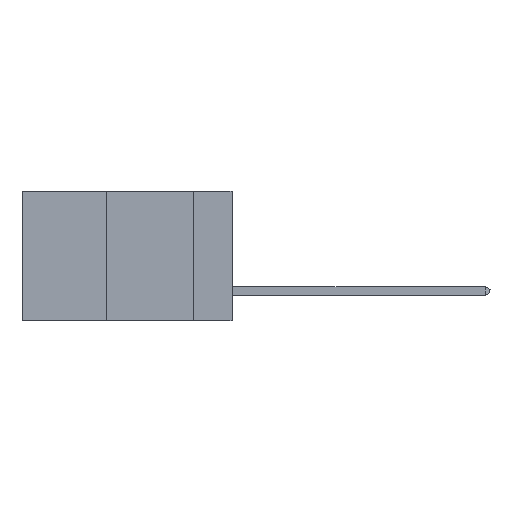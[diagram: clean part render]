
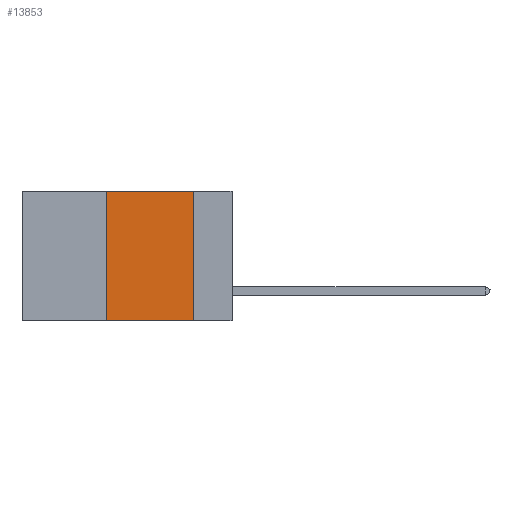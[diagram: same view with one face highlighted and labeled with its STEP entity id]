
A CAD part, left-side view. The second image highlights one B-rep face of the part: STEP entity #13853.
In plain terms, the highlighted planar face has unit normal (-1, 0, 0).
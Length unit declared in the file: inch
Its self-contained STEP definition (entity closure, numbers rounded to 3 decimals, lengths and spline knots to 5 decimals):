
#744 = VECTOR ( 'NONE', #13699, 39.37008 ) ;
#1048 = EDGE_LOOP ( 'NONE', ( #5968, #17961, #13154, #19723 ) ) ;
#1920 = CARTESIAN_POINT ( 'NONE',  ( 0., 0.11, 0. ) ) ;
#2337 = EDGE_CURVE ( 'NONE', #16832, #13069, #2941, .T. ) ;
#2941 = LINE ( 'NONE', #12455, #2963 ) ;
#2943 = EDGE_CURVE ( 'NONE', #15962, #13780, #10175, .T. ) ;
#2963 = VECTOR ( 'NONE', #6136, 39.37008 ) ;
#3053 = DIRECTION ( 'NONE',  ( 0., -1., 0. ) ) ;
#5968 = ORIENTED_EDGE ( 'NONE', *, *, #2943, .F. ) ;
#6136 = DIRECTION ( 'NONE',  ( 0., 0., 1. ) ) ;
#6392 = CARTESIAN_POINT ( 'NONE',  ( 0., 0.36, -0.37 ) ) ;
#7227 = PLANE ( 'NONE',  #12851 ) ;
#7364 = CARTESIAN_POINT ( 'NONE',  ( 0., 0.6, 0. ) ) ;
#10175 = LINE ( 'NONE', #1920, #10402 ) ;
#10402 = VECTOR ( 'NONE', #14201, 39.37008 ) ;
#11877 = CARTESIAN_POINT ( 'NONE',  ( 0., 0.36, 0. ) ) ;
#12012 = CARTESIAN_POINT ( 'NONE',  ( 0., 0.11, -0.37 ) ) ;
#12455 = CARTESIAN_POINT ( 'NONE',  ( 0., 0.36, 0. ) ) ;
#12762 = VECTOR ( 'NONE', #3053, 39.37008 ) ;
#12851 = AXIS2_PLACEMENT_3D ( 'NONE', #7364, #16645, #17977 ) ;
#12928 = FACE_OUTER_BOUND ( 'NONE', #1048, .T. ) ;
#13069 = VERTEX_POINT ( 'NONE', #11877 ) ;
#13154 = ORIENTED_EDGE ( 'NONE', *, *, #2337, .F. ) ;
#13699 = DIRECTION ( 'NONE',  ( 0., -1., 0. ) ) ;
#13780 = VERTEX_POINT ( 'NONE', #12012 ) ;
#13853 = ADVANCED_FACE ( 'NONE', ( #12928 ), #7227, .F. ) ;
#14201 = DIRECTION ( 'NONE',  ( 0., 0., -1. ) ) ;
#15287 = CARTESIAN_POINT ( 'NONE',  ( 0., 0.6, 0. ) ) ;
#15962 = VERTEX_POINT ( 'NONE', #18244 ) ;
#16645 = DIRECTION ( 'NONE',  ( 1., 0., 0. ) ) ;
#16830 = CARTESIAN_POINT ( 'NONE',  ( 0., 0.6, -0.37 ) ) ;
#16832 = VERTEX_POINT ( 'NONE', #6392 ) ;
#16841 = LINE ( 'NONE', #16830, #12762 ) ;
#17259 = LINE ( 'NONE', #15287, #744 ) ;
#17521 = EDGE_CURVE ( 'NONE', #16832, #13780, #16841, .T. ) ;
#17961 = ORIENTED_EDGE ( 'NONE', *, *, #18379, .F. ) ;
#17977 = DIRECTION ( 'NONE',  ( 0., 0., -1. ) ) ;
#18244 = CARTESIAN_POINT ( 'NONE',  ( 0., 0.11, 0. ) ) ;
#18379 = EDGE_CURVE ( 'NONE', #13069, #15962, #17259, .T. ) ;
#19723 = ORIENTED_EDGE ( 'NONE', *, *, #17521, .T. ) ;
